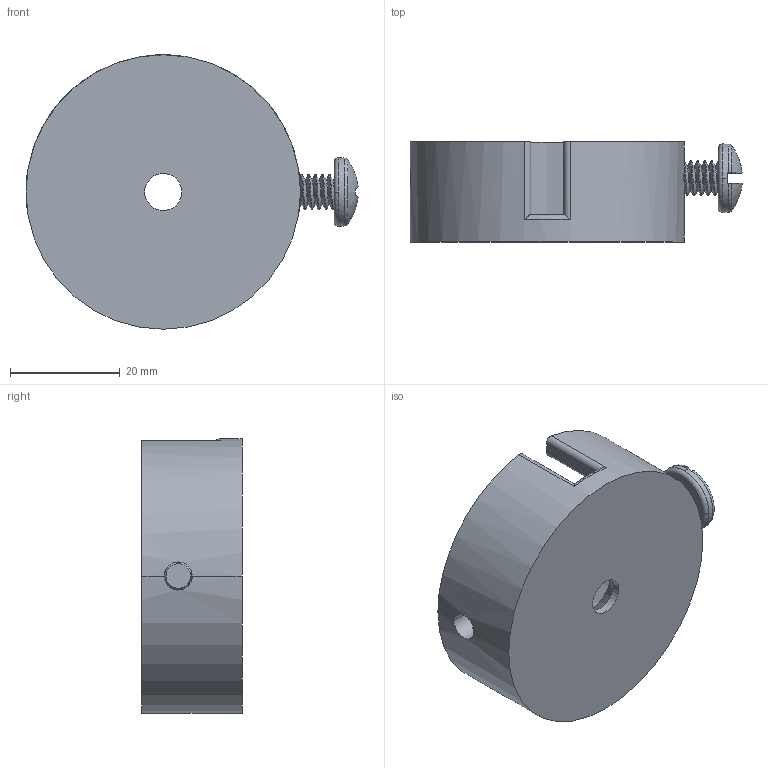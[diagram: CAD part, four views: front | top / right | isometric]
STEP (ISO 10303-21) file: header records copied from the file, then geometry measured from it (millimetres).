
FILE_DESCRIPTION((''),'2;1');
FILE_NAME('227789_SM01_ASM','2022-02-11T13:24:59',('PDMAdmin'),('BANNER ENGINEERING'),'CREO PARAMETRIC BY PTC INC, 2019292','CREO PARAMETRIC BY PTC INC, 2019292','');
FILE_SCHEMA(('CONFIG_CONTROL_DESIGN'));
Length unit declared in the file: millimetre
Products named in the file (2): 227789_EP01; 227789_SM01_ASM
Assembly tree (1 placements, depth 2):
  227789_SM01_ASM
    227789_EP01
Bounding box: 60.47 x 18.25 x 50 mm (x, y, z)
Volume: 17434.5 mm3; surface area: 9149.5 mm2
Topology: 1 solids, 1 shells, 82 faces, 240 edges, 159 vertices
Faces by surface type: plane 34, cylinder 30, cone 8, torus 5, bspline 3, sphere 2
Entity records: 8551 total; most frequent: CARTESIAN_POINT 6378, ORIENTED_EDGE 480, DIRECTION 402, EDGE_CURVE 240, VERTEX_POINT 159, AXIS2_PLACEMENT_3D 151, VECTOR 100, LINE 100
